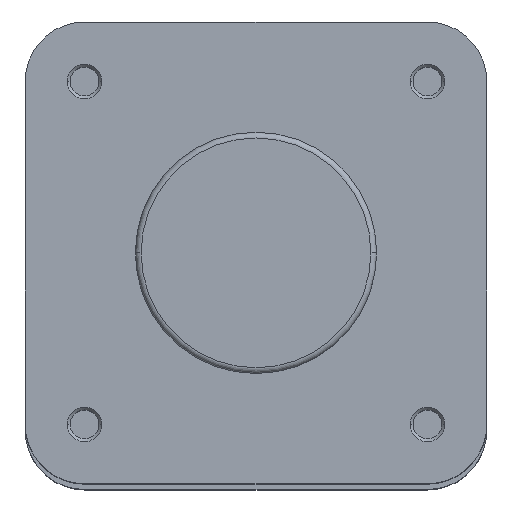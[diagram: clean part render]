
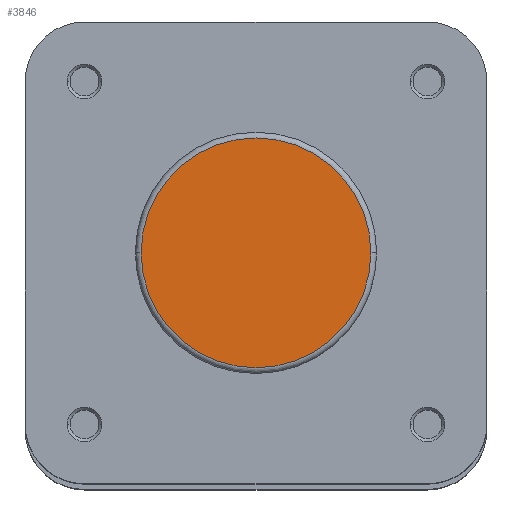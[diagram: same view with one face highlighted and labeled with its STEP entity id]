
A CAD part, top view. The second image highlights one B-rep face of the part: STEP entity #3846.
In plain terms, the highlighted planar face has unit normal (0, 0, 1).
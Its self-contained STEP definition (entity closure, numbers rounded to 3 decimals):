
#234 = CARTESIAN_POINT ( 'NONE',  ( 0., 20.9, 0. ) ) ;
#235 = PLANE ( 'NONE',  #3088 ) ;
#237 = DIRECTION ( 'NONE',  ( 0., 0., -1. ) ) ;
#238 = DIRECTION ( 'NONE',  ( -1., 0., 0. ) ) ;
#1068 = EDGE_LOOP ( 'NONE', ( #1195, #1194 ) ) ;
#1194 = ORIENTED_EDGE ( 'NONE', *, *, #2722, .T. ) ;
#1195 = ORIENTED_EDGE ( 'NONE', *, *, #2696, .T. ) ;
#1575 = CIRCLE ( 'NONE', #2949, 19.9 ) ;
#1615 = CIRCLE ( 'NONE', #2961, 19.9 ) ;
#1869 = FACE_OUTER_BOUND ( 'NONE', #1068, .T. ) ;
#2236 = VERTEX_POINT ( 'NONE', #4090 ) ;
#2389 = VERTEX_POINT ( 'NONE', #4243 ) ;
#2696 = EDGE_CURVE ( 'NONE', #2389, #2236, #1575, .T. ) ;
#2722 = EDGE_CURVE ( 'NONE', #2236, #2389, #1615, .T. ) ;
#2949 = AXIS2_PLACEMENT_3D ( 'NONE', #4936, #4937, #4938 ) ;
#2961 = AXIS2_PLACEMENT_3D ( 'NONE', #5001, #5002, #5003 ) ;
#3088 = AXIS2_PLACEMENT_3D ( 'NONE', #234, #237, #238 ) ;
#3846 = ADVANCED_FACE ( 'NONE', ( #1869 ), #235, .F. ) ;
#4090 = CARTESIAN_POINT ( 'NONE',  ( 19.9, 0., 0. ) ) ;
#4243 = CARTESIAN_POINT ( 'NONE',  ( -19.9, 0., 0. ) ) ;
#4936 = CARTESIAN_POINT ( 'NONE',  ( 0., 0., 0. ) ) ;
#4937 = DIRECTION ( 'NONE',  ( 0., 0., 1. ) ) ;
#4938 = DIRECTION ( 'NONE',  ( -1., 0., 0. ) ) ;
#5001 = CARTESIAN_POINT ( 'NONE',  ( 0., 0., 0. ) ) ;
#5002 = DIRECTION ( 'NONE',  ( 0., 0., 1. ) ) ;
#5003 = DIRECTION ( 'NONE',  ( -1., 0., 0. ) ) ;
